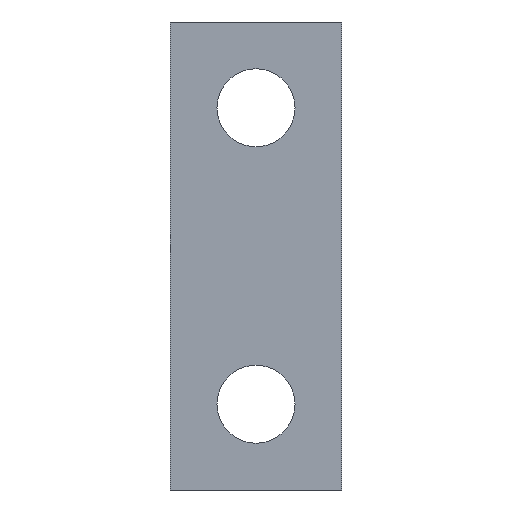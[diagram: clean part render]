
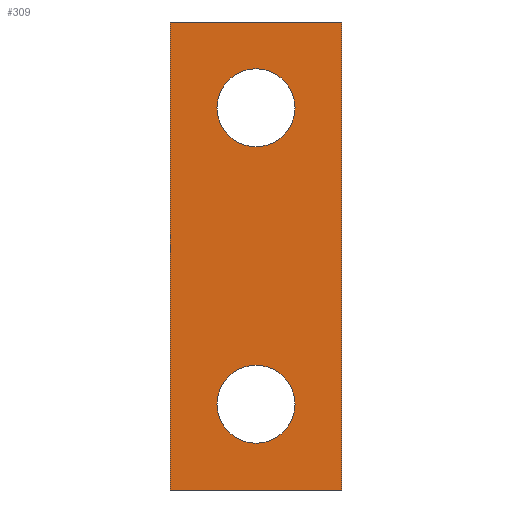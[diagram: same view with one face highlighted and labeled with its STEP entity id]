
A CAD part, front view. The second image highlights one B-rep face of the part: STEP entity #309.
In plain terms, the highlighted planar face has unit normal (0, -1, 0).
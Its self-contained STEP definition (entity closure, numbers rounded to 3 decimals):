
#34 = VECTOR ( 'NONE', #483, 1000. ) ;
#39 = ORIENTED_EDGE ( 'NONE', *, *, #260, .F. ) ;
#58 = DIRECTION ( 'NONE',  ( 0., 0., 1. ) ) ;
#64 = CARTESIAN_POINT ( 'NONE',  ( 0., -6.3, 3.5 ) ) ;
#74 = DIRECTION ( 'NONE',  ( 0., 1., 0. ) ) ;
#76 = VERTEX_POINT ( 'NONE', #636 ) ;
#99 = EDGE_LOOP ( 'NONE', ( #382, #39, #651, #537 ) ) ;
#101 = ORIENTED_EDGE ( 'NONE', *, *, #264, .T. ) ;
#108 = DIRECTION ( 'NONE',  ( 0., 1., 0. ) ) ;
#121 = CIRCLE ( 'NONE', #225, 1.25 ) ;
#123 = CARTESIAN_POINT ( 'NONE',  ( 2.75, -6.3, 7.5 ) ) ;
#124 = DIRECTION ( 'NONE',  ( 0., 0., 1. ) ) ;
#125 = EDGE_CURVE ( 'NONE', #218, #756, #157, .T. ) ;
#134 = AXIS2_PLACEMENT_3D ( 'NONE', #185, #108, #634 ) ;
#140 = DIRECTION ( 'NONE',  ( -1., 0., 0. ) ) ;
#157 = CIRCLE ( 'NONE', #573, 1.25 ) ;
#173 = DIRECTION ( 'NONE',  ( 0., 1., 0. ) ) ;
#185 = CARTESIAN_POINT ( 'NONE',  ( 0., -6.3, 4.75 ) ) ;
#190 = CARTESIAN_POINT ( 'NONE',  ( 2.75, -6.3, 7.5 ) ) ;
#191 = EDGE_LOOP ( 'NONE', ( #336, #101 ) ) ;
#193 = EDGE_CURVE ( 'NONE', #76, #416, #197, .T. ) ;
#197 = LINE ( 'NONE', #523, #689 ) ;
#205 = LINE ( 'NONE', #604, #34 ) ;
#207 = DIRECTION ( 'NONE',  ( 0., 0., -1. ) ) ;
#218 = VERTEX_POINT ( 'NONE', #413 ) ;
#225 = AXIS2_PLACEMENT_3D ( 'NONE', #271, #491, #660 ) ;
#229 = VERTEX_POINT ( 'NONE', #190 ) ;
#260 = EDGE_CURVE ( 'NONE', #562, #416, #713, .T. ) ;
#264 = EDGE_CURVE ( 'NONE', #288, #598, #540, .T. ) ;
#268 = LINE ( 'NONE', #502, #603 ) ;
#271 = CARTESIAN_POINT ( 'NONE',  ( 0., -6.3, -4.75 ) ) ;
#281 = ORIENTED_EDGE ( 'NONE', *, *, #125, .T. ) ;
#288 = VERTEX_POINT ( 'NONE', #64 ) ;
#292 = AXIS2_PLACEMENT_3D ( 'NONE', #410, #74, #124 ) ;
#303 = DIRECTION ( 'NONE',  ( 0., 0., -1. ) ) ;
#306 = EDGE_CURVE ( 'NONE', #598, #288, #349, .T. ) ;
#309 = ADVANCED_FACE ( 'NONE', ( #753, #757, #455 ), #645, .F. ) ;
#336 = ORIENTED_EDGE ( 'NONE', *, *, #306, .T. ) ;
#349 = CIRCLE ( 'NONE', #134, 1.25 ) ;
#354 = DIRECTION ( 'NONE',  ( 0., 1., 0. ) ) ;
#382 = ORIENTED_EDGE ( 'NONE', *, *, #193, .T. ) ;
#410 = CARTESIAN_POINT ( 'NONE',  ( 0., -6.3, 4.75 ) ) ;
#413 = CARTESIAN_POINT ( 'NONE',  ( 0., -6.3, -3.5 ) ) ;
#416 = VERTEX_POINT ( 'NONE', #541 ) ;
#455 = FACE_OUTER_BOUND ( 'NONE', #99, .T. ) ;
#456 = EDGE_CURVE ( 'NONE', #229, #562, #268, .T. ) ;
#470 = AXIS2_PLACEMENT_3D ( 'NONE', #123, #354, #58 ) ;
#483 = DIRECTION ( 'NONE',  ( -1., 0., 0. ) ) ;
#491 = DIRECTION ( 'NONE',  ( 0., 1., 0. ) ) ;
#492 = ORIENTED_EDGE ( 'NONE', *, *, #613, .T. ) ;
#502 = CARTESIAN_POINT ( 'NONE',  ( 2.75, -6.3, 7.5 ) ) ;
#523 = CARTESIAN_POINT ( 'NONE',  ( -2.75, -6.3, 7.5 ) ) ;
#537 = ORIENTED_EDGE ( 'NONE', *, *, #716, .T. ) ;
#540 = CIRCLE ( 'NONE', #292, 1.25 ) ;
#541 = CARTESIAN_POINT ( 'NONE',  ( -2.75, -6.3, -7.5 ) ) ;
#542 = CARTESIAN_POINT ( 'NONE',  ( 0., -6.3, 6. ) ) ;
#562 = VERTEX_POINT ( 'NONE', #581 ) ;
#565 = EDGE_LOOP ( 'NONE', ( #281, #492 ) ) ;
#573 = AXIS2_PLACEMENT_3D ( 'NONE', #751, #173, #575 ) ;
#575 = DIRECTION ( 'NONE',  ( 0., 0., -1. ) ) ;
#581 = CARTESIAN_POINT ( 'NONE',  ( 2.75, -6.3, -7.5 ) ) ;
#598 = VERTEX_POINT ( 'NONE', #542 ) ;
#603 = VECTOR ( 'NONE', #207, 1000. ) ;
#604 = CARTESIAN_POINT ( 'NONE',  ( 2.75, -6.3, 7.5 ) ) ;
#613 = EDGE_CURVE ( 'NONE', #756, #218, #121, .T. ) ;
#634 = DIRECTION ( 'NONE',  ( 0., 0., 1. ) ) ;
#635 = CARTESIAN_POINT ( 'NONE',  ( 0., -6.3, -6. ) ) ;
#636 = CARTESIAN_POINT ( 'NONE',  ( -2.75, -6.3, 7.5 ) ) ;
#645 = PLANE ( 'NONE',  #470 ) ;
#651 = ORIENTED_EDGE ( 'NONE', *, *, #456, .F. ) ;
#660 = DIRECTION ( 'NONE',  ( 0., 0., -1. ) ) ;
#689 = VECTOR ( 'NONE', #303, 1000. ) ;
#704 = CARTESIAN_POINT ( 'NONE',  ( 2.75, -6.3, -7.5 ) ) ;
#713 = LINE ( 'NONE', #704, #741 ) ;
#716 = EDGE_CURVE ( 'NONE', #229, #76, #205, .T. ) ;
#741 = VECTOR ( 'NONE', #140, 1000. ) ;
#751 = CARTESIAN_POINT ( 'NONE',  ( 0., -6.3, -4.75 ) ) ;
#753 = FACE_BOUND ( 'NONE', #191, .T. ) ;
#756 = VERTEX_POINT ( 'NONE', #635 ) ;
#757 = FACE_BOUND ( 'NONE', #565, .T. ) ;
